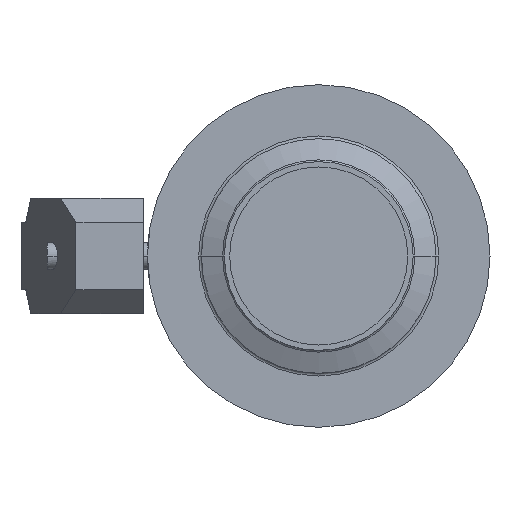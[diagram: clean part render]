
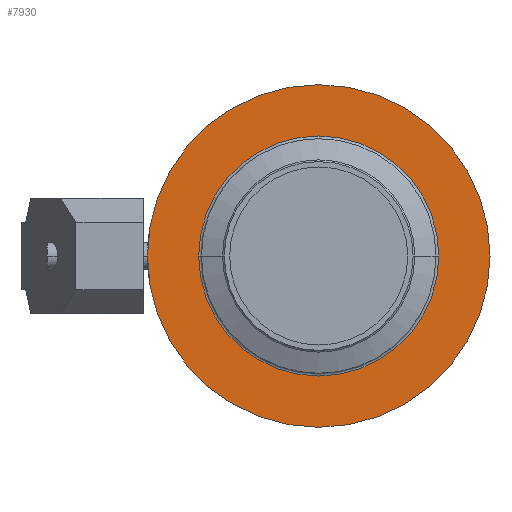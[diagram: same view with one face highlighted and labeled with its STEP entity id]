
A CAD part, left-side view. The second image highlights one B-rep face of the part: STEP entity #7930.
In plain terms, the highlighted planar face has unit normal (-1, 0, 0).
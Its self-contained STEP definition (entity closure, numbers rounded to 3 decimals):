
#7450=CARTESIAN_POINT('',(-346.151,168.831,
0.));
#7460=VERTEX_POINT('',#7450);
#7490=CARTESIAN_POINT('',(-346.151,105.331,0.));
#7500=DIRECTION('',(-1.,0.,0.));
#7510=DIRECTION('',(0.,1.,0.));
#7520=AXIS2_PLACEMENT_3D('',#7490,#7500,#7510);
#7530=CIRCLE('',#7520,63.5);
#7540=CARTESIAN_POINT('',(-346.151,41.831,0.));
#7550=VERTEX_POINT('',#7540);
#7560=EDGE_CURVE('',#7460,#7550,#7530,.T.);
#7680=CARTESIAN_POINT('',(-346.151,152.681,0.));
#7690=DIRECTION('',(1.,0.,0.));
#7700=DIRECTION('',(0.,-1.,0.));
#7710=AXIS2_PLACEMENT_3D('',#7680,#7690,#7700);
#7720=PLANE('',#7710);
#7730=EDGE_CURVE('',#7550,#7460,#7530,.T.);
#7740=ORIENTED_EDGE('',*,*,#7730,.T.);
#7750=ORIENTED_EDGE('',*,*,#7560,.T.);
#7760=EDGE_LOOP('',(#7750,#7740));
#7770=FACE_OUTER_BOUND('',#7760,.T.);
#7780=CARTESIAN_POINT('',(-346.151,105.331,0.));
#7790=DIRECTION('',(-1.,0.,0.));
#7800=DIRECTION('',(0.,1.,0.));
#7810=AXIS2_PLACEMENT_3D('',#7780,#7790,#7800);
#7820=CIRCLE('',#7810,44.5);
#7830=CARTESIAN_POINT('',(-346.151,60.831,0.));
#7840=VERTEX_POINT('',#7830);
#7850=CARTESIAN_POINT('',(-346.151,149.831,0.));
#7860=VERTEX_POINT('',#7850);
#7870=EDGE_CURVE('',#7840,#7860,#7820,.T.);
#7880=ORIENTED_EDGE('',*,*,#7870,.F.);
#7890=EDGE_CURVE('',#7860,#7840,#7820,.T.);
#7900=ORIENTED_EDGE('',*,*,#7890,.F.);
#7910=EDGE_LOOP('',(#7900,#7880));
#7920=FACE_BOUND('',#7910,.T.);
#7930=ADVANCED_FACE('',(#7770,#7920),#7720,.F.);
